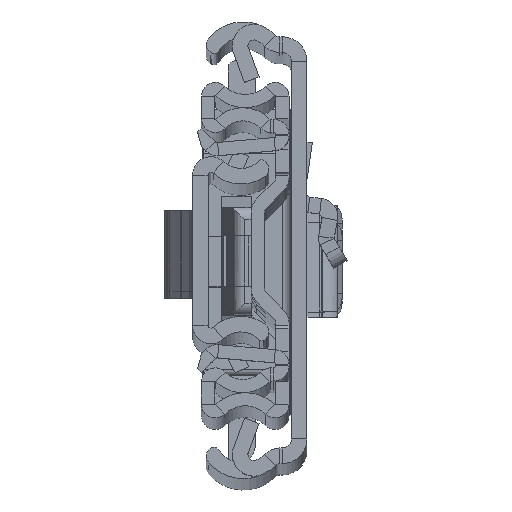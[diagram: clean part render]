
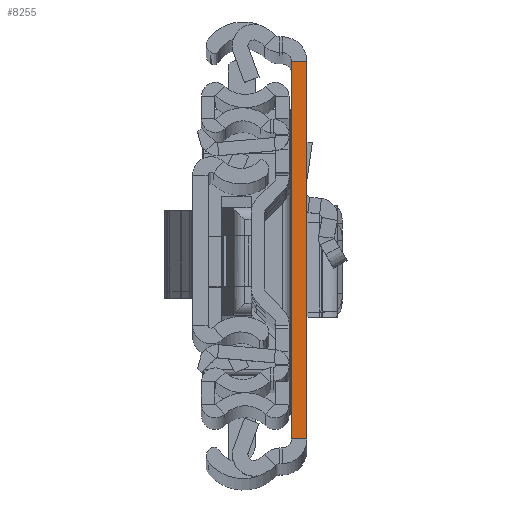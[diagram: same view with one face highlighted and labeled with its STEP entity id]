
A CAD part, top view. The second image highlights one B-rep face of the part: STEP entity #8255.
In plain terms, the highlighted planar face has unit normal (0, 0, 1).
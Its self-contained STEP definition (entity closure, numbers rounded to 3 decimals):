
#151 = CARTESIAN_POINT ( 'NONE',  ( 2.6, -31.5, 0. ) ) ;
#520 = DIRECTION ( 'NONE',  ( 0., 1., 0. ) ) ;
#637 = CARTESIAN_POINT ( 'NONE',  ( 0., -31.5, 0. ) ) ;
#774 = CARTESIAN_POINT ( 'NONE',  ( 2.6, 31.5, 0. ) ) ;
#868 = VECTOR ( 'NONE', #8445, 1000. ) ;
#1061 = EDGE_CURVE ( 'NONE', #4321, #8214, #14278, .T. ) ;
#1310 = ORIENTED_EDGE ( 'NONE', *, *, #13743, .T. ) ;
#1473 = LINE ( 'NONE', #15041, #5272 ) ;
#2194 = DIRECTION ( 'NONE',  ( 0., 1., 0. ) ) ;
#3573 = DIRECTION ( 'NONE',  ( 0., 0., -1. ) ) ;
#4321 = VERTEX_POINT ( 'NONE', #14784 ) ;
#4561 = EDGE_CURVE ( 'NONE', #4321, #6082, #9813, .T. ) ;
#5272 = VECTOR ( 'NONE', #7556, 1000. ) ;
#6082 = VERTEX_POINT ( 'NONE', #8129 ) ;
#6156 = EDGE_CURVE ( 'NONE', #8214, #10460, #1473, .T. ) ;
#6955 = ORIENTED_EDGE ( 'NONE', *, *, #6156, .F. ) ;
#7556 = DIRECTION ( 'NONE',  ( 1., 0., 0. ) ) ;
#7697 = DIRECTION ( 'NONE',  ( 0., 1., 0. ) ) ;
#8129 = CARTESIAN_POINT ( 'NONE',  ( 2.6, -31.5, 0. ) ) ;
#8214 = VERTEX_POINT ( 'NONE', #9228 ) ;
#8255 = ADVANCED_FACE ( 'NONE', ( #18946 ), #17147, .F. ) ;
#8339 = ORIENTED_EDGE ( 'NONE', *, *, #4561, .T. ) ;
#8445 = DIRECTION ( 'NONE',  ( 1., 0., 0. ) ) ;
#9228 = CARTESIAN_POINT ( 'NONE',  ( 0., 31.5, 0. ) ) ;
#9813 = LINE ( 'NONE', #13078, #868 ) ;
#10460 = VERTEX_POINT ( 'NONE', #774 ) ;
#11310 = CARTESIAN_POINT ( 'NONE',  ( 2.6, -31.5, 0. ) ) ;
#12405 = LINE ( 'NONE', #151, #12770 ) ;
#12770 = VECTOR ( 'NONE', #7697, 1000. ) ;
#13078 = CARTESIAN_POINT ( 'NONE',  ( 2.6, -31.5, 0. ) ) ;
#13522 = EDGE_LOOP ( 'NONE', ( #6955, #18075, #8339, #1310 ) ) ;
#13548 = AXIS2_PLACEMENT_3D ( 'NONE', #11310, #3573, #520 ) ;
#13743 = EDGE_CURVE ( 'NONE', #6082, #10460, #12405, .T. ) ;
#14278 = LINE ( 'NONE', #637, #19188 ) ;
#14784 = CARTESIAN_POINT ( 'NONE',  ( 0., -31.5, 0. ) ) ;
#15041 = CARTESIAN_POINT ( 'NONE',  ( 2.6, 31.5, 0. ) ) ;
#17147 = PLANE ( 'NONE',  #13548 ) ;
#18075 = ORIENTED_EDGE ( 'NONE', *, *, #1061, .F. ) ;
#18946 = FACE_OUTER_BOUND ( 'NONE', #13522, .T. ) ;
#19188 = VECTOR ( 'NONE', #2194, 1000. ) ;
